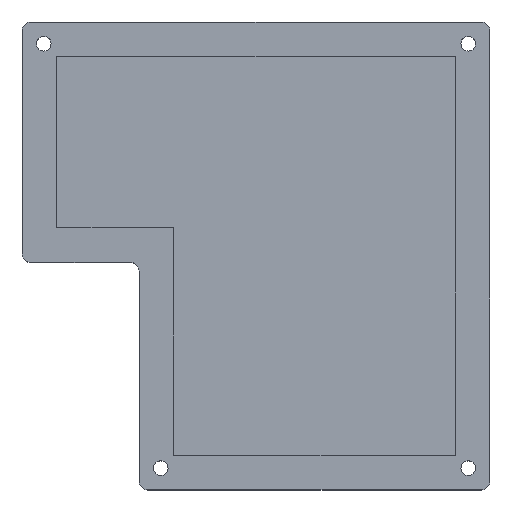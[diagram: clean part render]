
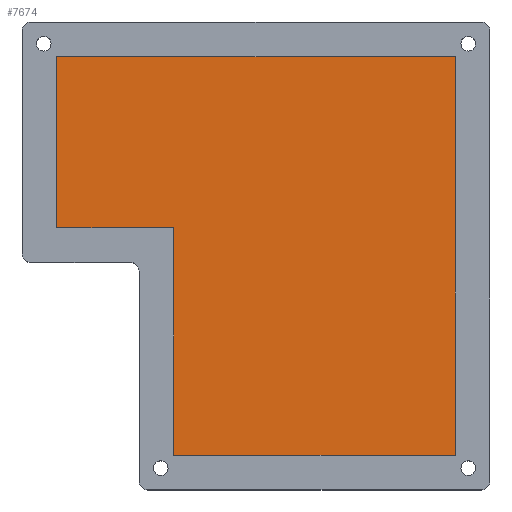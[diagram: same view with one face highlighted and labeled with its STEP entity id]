
A CAD part, top view. The second image highlights one B-rep face of the part: STEP entity #7674.
In plain terms, the highlighted planar face has unit normal (0, 0, 1).
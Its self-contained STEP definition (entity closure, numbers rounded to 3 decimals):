
#1208=FACE_OUTER_BOUND('',#1647,.T.);
#1647=EDGE_LOOP('',(#7018,#7019,#7020,#7021,#7022,#7023,#7024,#7025));
#1684=LINE('',#8937,#2315);
#2280=LINE('',#15267,#2911);
#2281=LINE('',#15268,#2912);
#2282=LINE('',#15270,#2913);
#2283=LINE('',#15272,#2914);
#2284=LINE('',#15274,#2915);
#2285=LINE('',#15276,#2916);
#2286=LINE('',#15277,#2917);
#2315=VECTOR('',#7907,10.);
#2911=VECTOR('',#8825,10.);
#2912=VECTOR('',#8826,10.);
#2913=VECTOR('',#8827,10.);
#2914=VECTOR('',#8828,10.);
#2915=VECTOR('',#8829,10.);
#2916=VECTOR('',#8830,10.);
#2917=VECTOR('',#8831,10.);
#2942=VERTEX_POINT('',#8926);
#2946=VERTEX_POINT('',#8936);
#3678=VERTEX_POINT('',#15265);
#3679=VERTEX_POINT('',#15266);
#3680=VERTEX_POINT('',#15269);
#3681=VERTEX_POINT('',#15271);
#3682=VERTEX_POINT('',#15273);
#3683=VERTEX_POINT('',#15275);
#3707=EDGE_CURVE('',#2946,#2942,#1684,.T.);
#4803=EDGE_CURVE('',#3678,#3679,#2280,.T.);
#4804=EDGE_CURVE('',#2942,#3678,#2281,.T.);
#4805=EDGE_CURVE('',#3680,#2946,#2282,.T.);
#4806=EDGE_CURVE('',#3681,#3680,#2283,.T.);
#4807=EDGE_CURVE('',#3682,#3681,#2284,.T.);
#4808=EDGE_CURVE('',#3683,#3682,#2285,.T.);
#4809=EDGE_CURVE('',#3679,#3683,#2286,.T.);
#7018=ORIENTED_EDGE('',*,*,#4803,.F.);
#7019=ORIENTED_EDGE('',*,*,#4804,.F.);
#7020=ORIENTED_EDGE('',*,*,#3707,.F.);
#7021=ORIENTED_EDGE('',*,*,#4805,.F.);
#7022=ORIENTED_EDGE('',*,*,#4806,.F.);
#7023=ORIENTED_EDGE('',*,*,#4807,.F.);
#7024=ORIENTED_EDGE('',*,*,#4808,.F.);
#7025=ORIENTED_EDGE('',*,*,#4809,.F.);
#7271=PLANE('',#7861);
#7674=ADVANCED_FACE('',(#1208),#7271,.F.);
#7861=AXIS2_PLACEMENT_3D('',#15264,#8823,#8824);
#7907=DIRECTION('',(0.,1.,0.));
#8823=DIRECTION('center_axis',(0.,0.,-1.));
#8824=DIRECTION('ref_axis',(1.,0.,0.));
#8825=DIRECTION('',(-1.,0.,0.));
#8826=DIRECTION('',(0.,1.,0.));
#8827=DIRECTION('',(0.,1.,0.));
#8828=DIRECTION('',(-1.,0.,0.));
#8829=DIRECTION('',(0.,-1.,0.));
#8830=DIRECTION('',(1.,0.,0.));
#8831=DIRECTION('',(0.,1.,0.));
#8926=CARTESIAN_POINT('',(-34.,36.,1.));
#8936=CARTESIAN_POINT('',(-34.,22.,1.));
#8937=CARTESIAN_POINT('',(-34.,7.,1.));
#15264=CARTESIAN_POINT('Origin',(-15.,30.,1.));
#15265=CARTESIAN_POINT('',(-34.,36.5,1.));
#15266=CARTESIAN_POINT('',(-61.,36.5,1.));
#15267=CARTESIAN_POINT('',(-24.5,36.5,1.));
#15268=CARTESIAN_POINT('',(-34.,7.,1.));
#15269=CARTESIAN_POINT('',(-34.,-16.,1.));
#15270=CARTESIAN_POINT('',(-34.,7.,1.));
#15271=CARTESIAN_POINT('',(31.,-16.,1.));
#15272=CARTESIAN_POINT('',(8.,-16.,1.));
#15273=CARTESIAN_POINT('',(31.,76.,1.));
#15274=CARTESIAN_POINT('',(31.,53.,1.));
#15275=CARTESIAN_POINT('',(-61.,76.,1.));
#15276=CARTESIAN_POINT('',(-38.,76.,1.));
#15277=CARTESIAN_POINT('',(-61.,33.25,1.));
